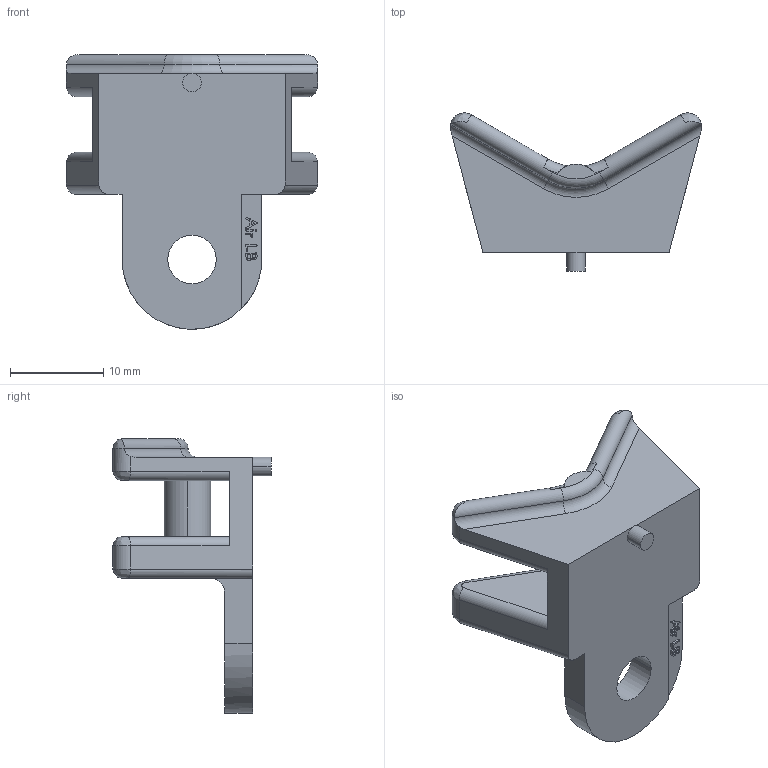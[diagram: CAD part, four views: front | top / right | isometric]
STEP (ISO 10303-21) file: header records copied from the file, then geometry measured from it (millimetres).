
FILE_DESCRIPTION((''),'2;1');
FILE_NAME('003261_168_59','2020-01-31T',('presta_be4'),(''),'CREO PARAMETRIC BY PTC INC, 2018360','CREO PARAMETRIC BY PTC INC, 2018360','');
FILE_SCHEMA(('CONFIG_CONTROL_DESIGN'));
Length unit declared in the file: millimetre
Products named in the file (1): 003261_168_59
Bounding box: 27 x 17 x 29.5 mm (x, y, z)
Volume: 3007 mm3; surface area: 2401.4 mm2
Topology: 1 solids, 1 shells, 179 faces, 485 edges, 315 vertices
Faces by surface type: extrusion 79, plane 50, cylinder 32, torus 10, bspline 8
Entity records: 6116 total; most frequent: CARTESIAN_POINT 1877, ORIENTED_EDGE 970, DIRECTION 651, EDGE_CURVE 485, VERTEX_POINT 315, VECTOR 305, B_SPLINE_CURVE_WITH_KNOTS 257, LINE 226
